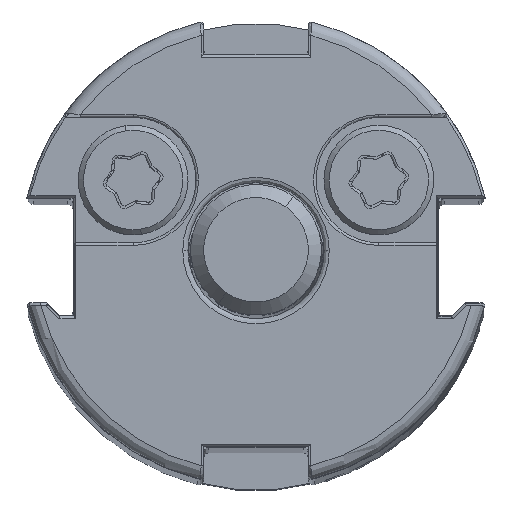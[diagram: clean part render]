
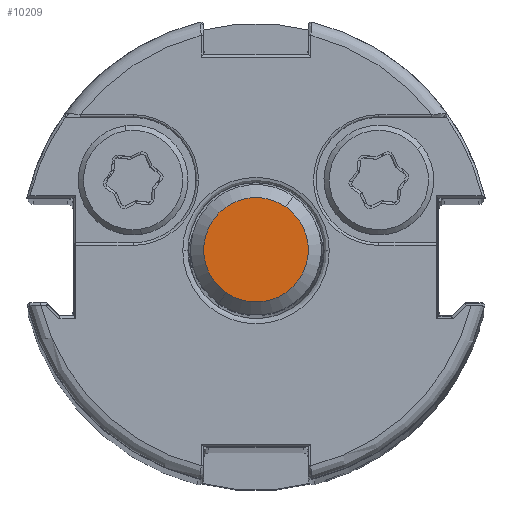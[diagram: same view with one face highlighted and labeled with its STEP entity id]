
A CAD part, top view. The second image highlights one B-rep face of the part: STEP entity #10209.
In plain terms, the highlighted planar face has unit normal (0, 0, 1).
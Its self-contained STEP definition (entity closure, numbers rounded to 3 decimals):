
#2261 = CIRCLE ( 'NONE', #10106, 2. ) ;
#2431 = ORIENTED_EDGE ( 'NONE', *, *, #18920, .T. ) ;
#2851 = CARTESIAN_POINT ( 'NONE',  ( 1.144, 1.64, 153.2 ) ) ;
#3521 = CARTESIAN_POINT ( 'NONE',  ( -1.144, -1.64, 153.2 ) ) ;
#6286 = VERTEX_POINT ( 'NONE', #2851 ) ;
#7369 = CARTESIAN_POINT ( 'NONE',  ( 0., 0., 153.2 ) ) ;
#7572 = DIRECTION ( 'NONE',  ( 0., 0., 1. ) ) ;
#8466 = DIRECTION ( 'NONE',  ( 0., 0., 1. ) ) ;
#9071 = DIRECTION ( 'NONE',  ( -0.572, -0.82, 0. ) ) ;
#9299 = VERTEX_POINT ( 'NONE', #3521 ) ;
#10106 = AXIS2_PLACEMENT_3D ( 'NONE', #7369, #18800, #9071 ) ;
#10209 = ADVANCED_FACE ( 'NONE', ( #10347 ), #10811, .T. ) ;
#10235 = ORIENTED_EDGE ( 'NONE', *, *, #10608, .T. ) ;
#10347 = FACE_OUTER_BOUND ( 'NONE', #12659, .T. ) ;
#10608 = EDGE_CURVE ( 'NONE', #9299, #6286, #2261, .T. ) ;
#10811 = PLANE ( 'NONE',  #16738 ) ;
#12659 = EDGE_LOOP ( 'NONE', ( #2431, #10235 ) ) ;
#15658 = CIRCLE ( 'NONE', #21593, 2. ) ;
#16738 = AXIS2_PLACEMENT_3D ( 'NONE', #17381, #7572, #19013 ) ;
#17381 = CARTESIAN_POINT ( 'NONE',  ( 0., 0., 153.2 ) ) ;
#18225 = CARTESIAN_POINT ( 'NONE',  ( 0., 0., 153.2 ) ) ;
#18800 = DIRECTION ( 'NONE',  ( 0., 0., 1. ) ) ;
#18920 = EDGE_CURVE ( 'NONE', #6286, #9299, #15658, .T. ) ;
#19013 = DIRECTION ( 'NONE',  ( -0.572, -0.82, 0. ) ) ;
#19881 = DIRECTION ( 'NONE',  ( -0.572, -0.82, 0. ) ) ;
#21593 = AXIS2_PLACEMENT_3D ( 'NONE', #18225, #8466, #19881 ) ;
